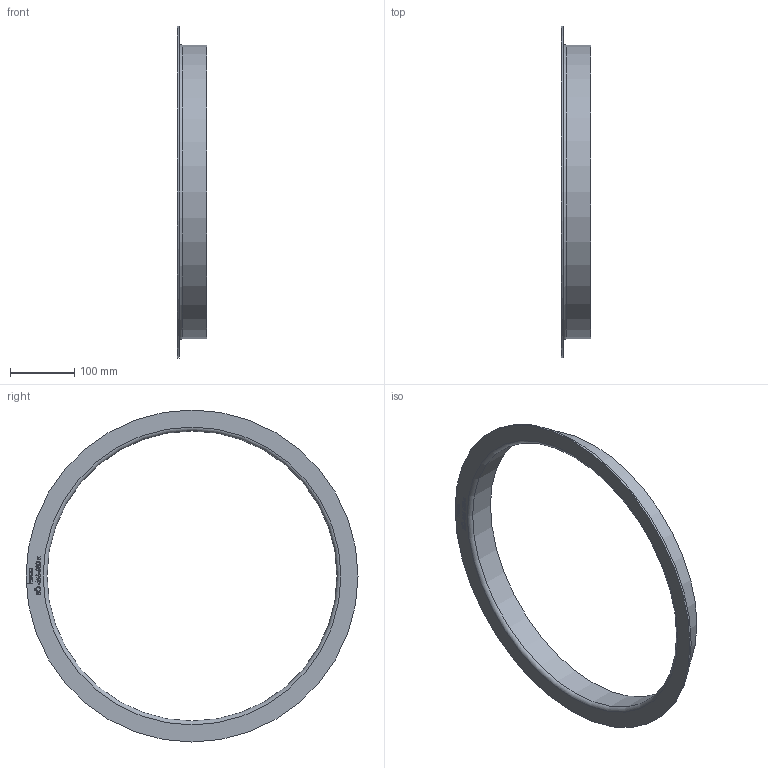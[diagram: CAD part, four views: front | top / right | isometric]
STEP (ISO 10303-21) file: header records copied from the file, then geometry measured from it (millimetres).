
FILE_DESCRIPTION (( 'STEP AP214' ), '1' );
FILE_NAME ('BÖ-456-630-x Vorschweissbördel 2011.STEP', '2020-11-25T12:53:58', ( '' ), ( '' ), 'SwSTEP 2.0', 'SolidWorks 2019', '' );
FILE_SCHEMA (( 'AUTOMOTIVE_DESIGN' ));
Length unit declared in the file: millimetre
Products named in the file (1): BÖ-456-630-x Vorschweissbördel 2011
Bounding box: 45 x 515 x 515 mm (x, y, z)
Volume: 321054.2 mm3; surface area: 221106.2 mm2
Topology: 1 solids, 1 shells, 218 faces, 563 edges, 375 vertices
Faces by surface type: bspline 109, plane 104, cylinder 3, torus 2
Full cylindrical faces by diameter (mm): 450 x1, 456 x1, 515 x1
Entity records: 14716 total; most frequent: CARTESIAN_POINT 7907, ORIENTED_EDGE 1114, DIRECTION 567, EDGE_CURVE 557, VERTEX_POINT 374, VECTOR 331, LINE 331, EDGE_LOOP 253
